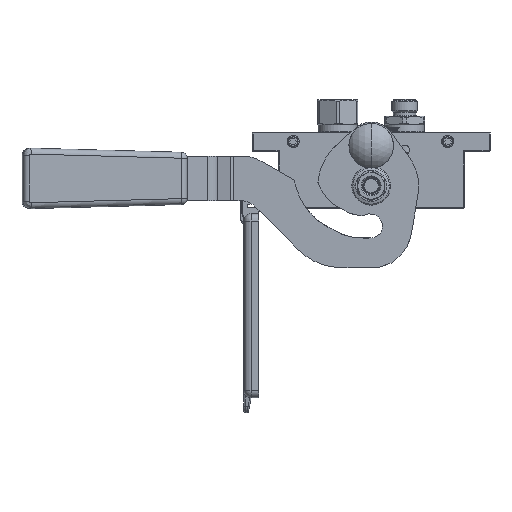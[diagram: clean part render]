
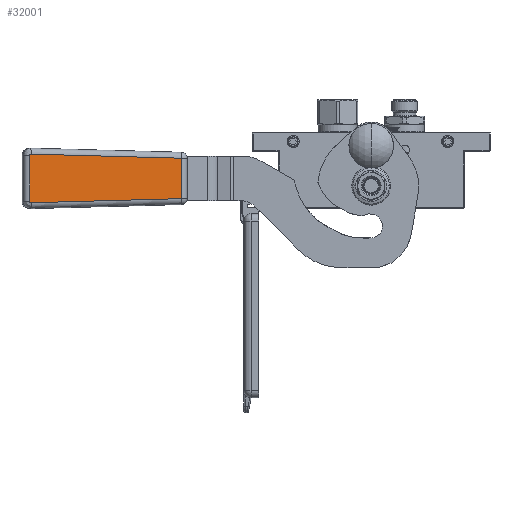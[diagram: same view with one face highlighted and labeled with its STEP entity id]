
A CAD part, front view. The second image highlights one B-rep face of the part: STEP entity #32001.
In plain terms, the highlighted face is planar.
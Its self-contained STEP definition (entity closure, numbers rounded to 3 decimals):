
#1182 = CARTESIAN_POINT ( 'NONE',  ( 13.607, 14.553, -107.054 ) ) ;
#3306 = CARTESIAN_POINT ( 'NONE',  ( -13.607, 14.553, -107.054 ) ) ;
#6509 = CARTESIAN_POINT ( 'NONE',  ( 15.363, 15.945, -4.054 ) ) ;
#7113 = VERTEX_POINT ( 'NONE', #105397 ) ;
#7692 = LINE ( 'NONE', #75640, #20956 ) ;
#9747 = DIRECTION ( 'NONE',  ( 0., -0.014, -1. ) ) ;
#12213 = CARTESIAN_POINT ( 'NONE',  ( -13.607, 14.553, -107.054 ) ) ;
#12363 = CARTESIAN_POINT ( 'NONE',  ( -15.562, 15.945, -4.067 ) ) ;
#12579 = LINE ( 'NONE', #1182, #56204 ) ;
#14161 = VERTEX_POINT ( 'NONE', #3306 ) ;
#15109 = CARTESIAN_POINT ( 'NONE',  ( 13.607, 14.553, -107.054 ) ) ;
#15737 = CARTESIAN_POINT ( 'NONE',  ( 15.562, 15.945, -4.067 ) ) ;
#17899 = ORIENTED_EDGE ( 'NONE', *, *, #20788, .F. ) ;
#18239 = EDGE_CURVE ( 'NONE', #7113, #88159, #19503, .T. ) ;
#18972 = PLANE ( 'NONE',  #45315 ) ;
#19503 = B_SPLINE_CURVE_WITH_KNOTS ( 'NONE', 3,
 ( #37496, #29016, #12363, #96474, #46006, #38215, #71752, #21289, #88684, #55525, #97201 ),
 .UNSPECIFIED., .F., .F.,
 ( 4, 1, 1, 1, 1, 1, 1, 1, 4 ),
 ( 0., 0.125, 0.25, 0.375, 0.5, 0.625, 0.75, 0.875, 1. ),
 .UNSPECIFIED. ) ;
#20788 = EDGE_CURVE ( 'NONE', #70568, #28861, #59804, .T. ) ;
#20956 = VECTOR ( 'NONE', #33323, 1000. ) ;
#21289 = CARTESIAN_POINT ( 'NONE',  ( -16.301, 15.937, -4.688 ) ) ;
#22733 = DIRECTION ( 'NONE',  ( 0.027, -0.014, -1. ) ) ;
#26863 = EDGE_CURVE ( 'NONE', #28861, #7113, #7692, .T. ) ;
#27453 = DIRECTION ( 'NONE',  ( 0., -1., 0.014 ) ) ;
#28256 = FACE_OUTER_BOUND ( 'NONE', #98813, .T. ) ;
#28861 = VERTEX_POINT ( 'NONE', #104995 ) ;
#29016 = CARTESIAN_POINT ( 'NONE',  ( -15.43, 15.945, -4.054 ) ) ;
#30112 = CARTESIAN_POINT ( 'NONE',  ( -16.363, 15.931, -5.081 ) ) ;
#31799 = ORIENTED_EDGE ( 'NONE', *, *, #26863, .F. ) ;
#32001 = ADVANCED_FACE ( 'NONE', ( #28256 ), #18972, .F. ) ;
#33323 = DIRECTION ( 'NONE',  ( -1., 0., 0. ) ) ;
#37496 = CARTESIAN_POINT ( 'NONE',  ( -15.363, 15.945, -4.054 ) ) ;
#38076 = ORIENTED_EDGE ( 'NONE', *, *, #104888, .F. ) ;
#38215 = CARTESIAN_POINT ( 'NONE',  ( -16.084, 15.941, -4.352 ) ) ;
#41160 = CARTESIAN_POINT ( 'NONE',  ( 15.931, 15.943, -4.223 ) ) ;
#45109 = DIRECTION ( 'NONE',  ( 1., 0., 0. ) ) ;
#45315 = AXIS2_PLACEMENT_3D ( 'NONE', #102298, #27453, #9747 ) ;
#46006 = CARTESIAN_POINT ( 'NONE',  ( -15.931, 15.943, -4.223 ) ) ;
#48622 = CARTESIAN_POINT ( 'NONE',  ( 16.301, 15.937, -4.688 ) ) ;
#52588 = VECTOR ( 'NONE', #22733, 1000. ) ;
#55525 = CARTESIAN_POINT ( 'NONE',  ( -16.364, 15.932, -5.014 ) ) ;
#56204 = VECTOR ( 'NONE', #70881, 1000. ) ;
#56266 = EDGE_CURVE ( 'NONE', #89675, #70568, #12579, .T. ) ;
#57052 = CARTESIAN_POINT ( 'NONE',  ( 16.084, 15.941, -4.352 ) ) ;
#57403 = CARTESIAN_POINT ( 'NONE',  ( 15.43, 15.945, -4.054 ) ) ;
#57733 = EDGE_CURVE ( 'NONE', #14161, #89675, #92900, .T. ) ;
#59804 = B_SPLINE_CURVE_WITH_KNOTS ( 'NONE', 3,
 ( #91669, #66230, #66591, #48622, #100527, #57052, #41160, #90568, #15737, #57403, #6509 ),
 .UNSPECIFIED., .F., .F.,
 ( 4, 1, 1, 1, 1, 1, 1, 1, 4 ),
 ( 0., 0.125, 0.25, 0.375, 0.5, 0.625, 0.75, 0.875, 1. ),
 .UNSPECIFIED. ) ;
#59903 = VECTOR ( 'NONE', #45109, 1000. ) ;
#66230 = CARTESIAN_POINT ( 'NONE',  ( 16.364, 15.932, -5.014 ) ) ;
#66591 = CARTESIAN_POINT ( 'NONE',  ( 16.355, 15.934, -4.882 ) ) ;
#70568 = VERTEX_POINT ( 'NONE', #84229 ) ;
#70881 = DIRECTION ( 'NONE',  ( 0.027, 0.014, 1. ) ) ;
#71752 = CARTESIAN_POINT ( 'NONE',  ( -16.209, 15.939, -4.509 ) ) ;
#74975 = LINE ( 'NONE', #30112, #52588 ) ;
#75640 = CARTESIAN_POINT ( 'NONE',  ( 15.363, 15.945, -4.054 ) ) ;
#81734 = CARTESIAN_POINT ( 'NONE',  ( -16.363, 15.931, -5.081 ) ) ;
#84229 = CARTESIAN_POINT ( 'NONE',  ( 16.363, 15.931, -5.081 ) ) ;
#86137 = ORIENTED_EDGE ( 'NONE', *, *, #57733, .F. ) ;
#88159 = VERTEX_POINT ( 'NONE', #81734 ) ;
#88684 = CARTESIAN_POINT ( 'NONE',  ( -16.355, 15.934, -4.882 ) ) ;
#89675 = VERTEX_POINT ( 'NONE', #15109 ) ;
#90568 = CARTESIAN_POINT ( 'NONE',  ( 15.754, 15.944, -4.127 ) ) ;
#91669 = CARTESIAN_POINT ( 'NONE',  ( 16.363, 15.931, -5.081 ) ) ;
#92900 = LINE ( 'NONE', #12213, #59903 ) ;
#96474 = CARTESIAN_POINT ( 'NONE',  ( -15.754, 15.944, -4.127 ) ) ;
#96817 = ORIENTED_EDGE ( 'NONE', *, *, #18239, .F. ) ;
#97201 = CARTESIAN_POINT ( 'NONE',  ( -16.363, 15.931, -5.081 ) ) ;
#98813 = EDGE_LOOP ( 'NONE', ( #86137, #38076, #96817, #31799, #17899, #100390 ) ) ;
#100390 = ORIENTED_EDGE ( 'NONE', *, *, #56266, .F. ) ;
#100527 = CARTESIAN_POINT ( 'NONE',  ( 16.209, 15.939, -4.509 ) ) ;
#102298 = CARTESIAN_POINT ( 'NONE',  ( 50., 16., 0. ) ) ;
#104888 = EDGE_CURVE ( 'NONE', #88159, #14161, #74975, .T. ) ;
#104995 = CARTESIAN_POINT ( 'NONE',  ( 15.363, 15.945, -4.054 ) ) ;
#105397 = CARTESIAN_POINT ( 'NONE',  ( -15.363, 15.945, -4.054 ) ) ;
